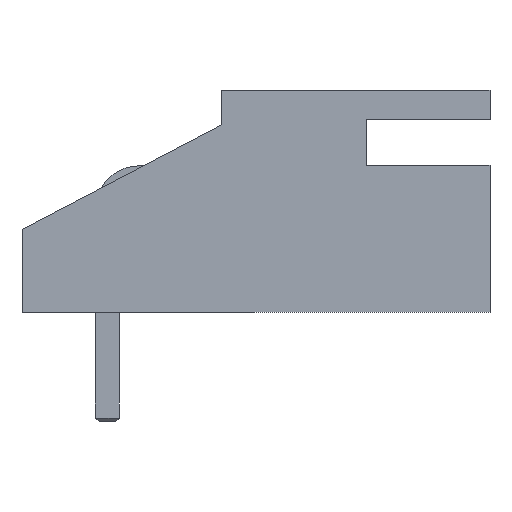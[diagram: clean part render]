
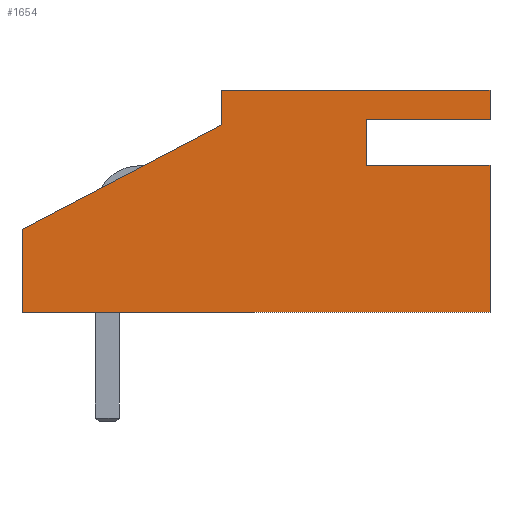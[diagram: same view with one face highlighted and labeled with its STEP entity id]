
A CAD part, left-side view. The second image highlights one B-rep face of the part: STEP entity #1654.
In plain terms, the highlighted planar face has unit normal (-1, 0, 0).
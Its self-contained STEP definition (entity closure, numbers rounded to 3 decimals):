
#55=FACE_OUTER_BOUND('',#144,.T.);
#144=EDGE_LOOP('',(#1145,#1146,#1147,#1148,#1149,#1150,#1151,#1152,#1153,
#1154));
#264=LINE('',#2375,#487);
#271=LINE('',#2388,#494);
#276=LINE('',#2400,#499);
#277=LINE('',#2402,#500);
#278=LINE('',#2404,#501);
#279=LINE('',#2406,#502);
#280=LINE('',#2408,#503);
#281=LINE('',#2410,#504);
#282=LINE('',#2412,#505);
#283=LINE('',#2413,#506);
#487=VECTOR('',#1943,10.);
#494=VECTOR('',#1954,10.);
#499=VECTOR('',#1963,10.);
#500=VECTOR('',#1964,10.);
#501=VECTOR('',#1965,10.);
#502=VECTOR('',#1966,10.);
#503=VECTOR('',#1967,10.);
#504=VECTOR('',#1968,10.);
#505=VECTOR('',#1969,10.);
#506=VECTOR('',#1970,10.);
#700=VERTEX_POINT('',#2372);
#701=VERTEX_POINT('',#2374);
#705=VERTEX_POINT('',#2386);
#710=VERTEX_POINT('',#2399);
#711=VERTEX_POINT('',#2401);
#712=VERTEX_POINT('',#2403);
#713=VERTEX_POINT('',#2405);
#714=VERTEX_POINT('',#2407);
#715=VERTEX_POINT('',#2409);
#716=VERTEX_POINT('',#2411);
#866=EDGE_CURVE('',#701,#700,#264,.T.);
#873=EDGE_CURVE('',#700,#705,#271,.T.);
#878=EDGE_CURVE('',#710,#705,#276,.T.);
#879=EDGE_CURVE('',#710,#711,#277,.T.);
#880=EDGE_CURVE('',#712,#711,#278,.T.);
#881=EDGE_CURVE('',#712,#713,#279,.T.);
#882=EDGE_CURVE('',#713,#714,#280,.T.);
#883=EDGE_CURVE('',#714,#715,#281,.T.);
#884=EDGE_CURVE('',#716,#715,#282,.T.);
#885=EDGE_CURVE('',#701,#716,#283,.T.);
#1145=ORIENTED_EDGE('',*,*,#866,.T.);
#1146=ORIENTED_EDGE('',*,*,#873,.T.);
#1147=ORIENTED_EDGE('',*,*,#878,.F.);
#1148=ORIENTED_EDGE('',*,*,#879,.T.);
#1149=ORIENTED_EDGE('',*,*,#880,.F.);
#1150=ORIENTED_EDGE('',*,*,#881,.T.);
#1151=ORIENTED_EDGE('',*,*,#882,.T.);
#1152=ORIENTED_EDGE('',*,*,#883,.T.);
#1153=ORIENTED_EDGE('',*,*,#884,.F.);
#1154=ORIENTED_EDGE('',*,*,#885,.F.);
#1520=PLANE('',#1765);
#1654=ADVANCED_FACE('',(#55),#1520,.T.);
#1765=AXIS2_PLACEMENT_3D('',#2398,#1961,#1962);
#1943=DIRECTION('',(0.,0.,-1.));
#1954=DIRECTION('',(0.,0.886,-0.464));
#1961=DIRECTION('center_axis',(-1.,0.,0.));
#1962=DIRECTION('ref_axis',(0.,0.,-1.));
#1963=DIRECTION('',(0.,0.,1.));
#1964=DIRECTION('',(0.,-1.,0.));
#1965=DIRECTION('',(0.,0.,-1.));
#1966=DIRECTION('',(0.,1.,0.));
#1967=DIRECTION('',(0.,0.,1.));
#1968=DIRECTION('',(0.,-1.,0.));
#1969=DIRECTION('',(0.,0.,-1.));
#1970=DIRECTION('',(0.,-1.,0.));
#2372=CARTESIAN_POINT('',(7.5,6.35,5.45));
#2374=CARTESIAN_POINT('',(7.5,6.35,6.35));
#2375=CARTESIAN_POINT('',(7.5,6.35,5.9));
#2386=CARTESIAN_POINT('',(7.5,11.5,2.75));
#2388=CARTESIAN_POINT('',(7.5,8.74,4.197));
#2398=CARTESIAN_POINT('Origin',(7.5,6.35,6.35));
#2399=CARTESIAN_POINT('',(7.5,11.5,0.6));
#2400=CARTESIAN_POINT('',(7.5,11.5,6.35));
#2401=CARTESIAN_POINT('',(7.5,-0.6,0.6));
#2402=CARTESIAN_POINT('',(7.5,6.35,0.6));
#2403=CARTESIAN_POINT('',(7.5,-0.6,4.4));
#2404=CARTESIAN_POINT('',(7.5,-0.6,6.35));
#2405=CARTESIAN_POINT('',(7.5,2.6,4.4));
#2406=CARTESIAN_POINT('',(7.5,2.875,4.4));
#2407=CARTESIAN_POINT('',(7.5,2.6,5.6));
#2408=CARTESIAN_POINT('',(7.5,2.6,5.675));
#2409=CARTESIAN_POINT('',(7.5,-0.6,5.6));
#2410=CARTESIAN_POINT('',(7.5,2.875,5.6));
#2411=CARTESIAN_POINT('',(7.5,-0.6,6.35));
#2412=CARTESIAN_POINT('',(7.5,-0.6,6.35));
#2413=CARTESIAN_POINT('',(7.5,6.35,6.35));
